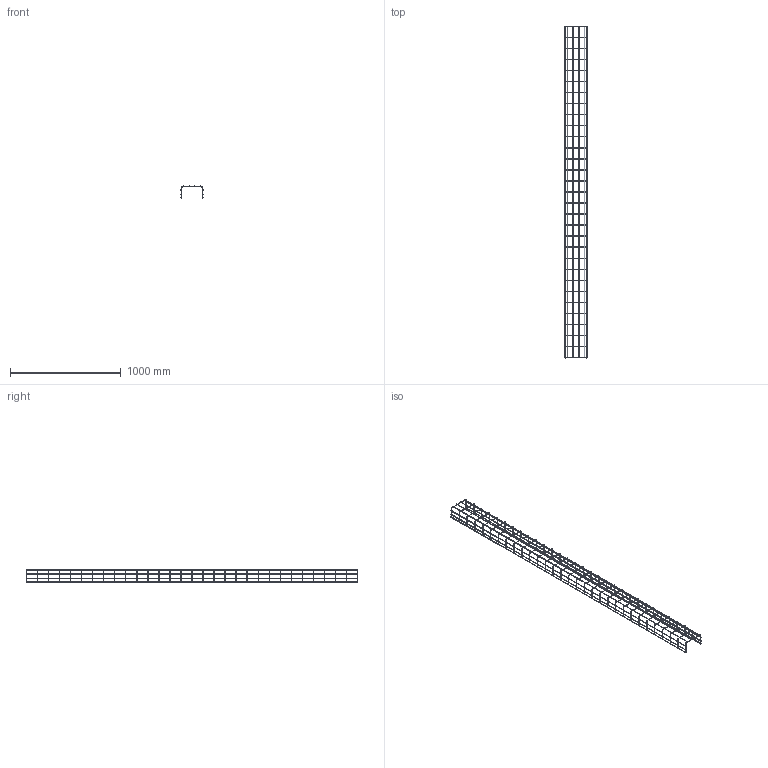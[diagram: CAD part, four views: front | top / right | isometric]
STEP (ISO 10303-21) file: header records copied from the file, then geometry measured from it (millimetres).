
FILE_DESCRIPTION((''),'2;1');
FILE_NAME('920120_PRT','2018-11-07T13:29:13',('tomasz.grudniewski'),(''),'CREO PARAMETRIC BY PTC INC, 2018260','CREO PARAMETRIC BY PTC INC, 2018260','');
FILE_SCHEMA(('CONFIG_CONTROL_DESIGN'));
Length unit declared in the file: millimetre
Products named in the file (1): 920120_PRT
Bounding box: 200 x 3004.5 x 110.75 mm (x, y, z)
Volume: 668927.7 mm3; surface area: 597725.4 mm2
Topology: 101 solids, 101 shells, 816 faces, 1370 edges, 756 vertices
Faces by surface type: cylinder 326, plane 202, bspline 124, torus 124, cone 40
Entity records: 34392 total; most frequent: CARTESIAN_POINT 19994, DIRECTION 2958, ORIENTED_EDGE 2740, EDGE_CURVE 1370, AXIS2_PLACEMENT_3D 1264, EDGE_LOOP 816, FACE_OUTER_BOUND 816, ADVANCED_FACE 816
